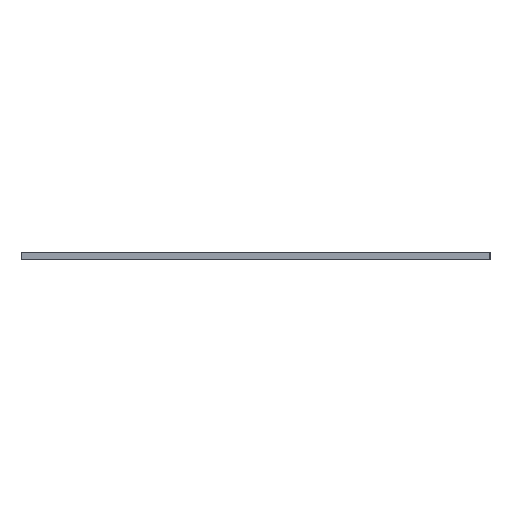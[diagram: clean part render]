
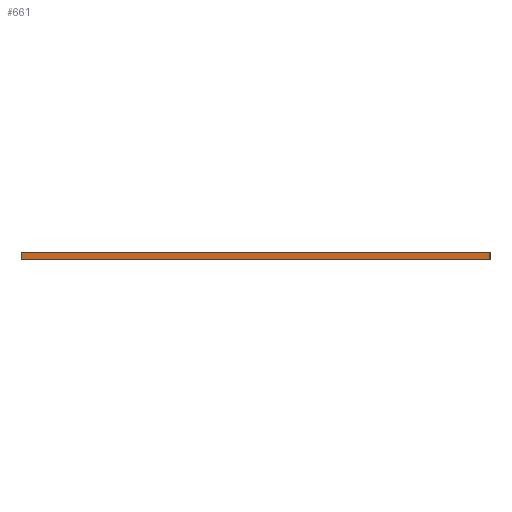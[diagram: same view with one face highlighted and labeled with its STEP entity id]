
A CAD part, left-side view. The second image highlights one B-rep face of the part: STEP entity #661.
In plain terms, the highlighted planar face has unit normal (-1, 0, 0).
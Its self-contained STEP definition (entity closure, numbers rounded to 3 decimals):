
#30 = VECTOR ( 'NONE', #86, 1000. ) ;
#62 = LINE ( 'NONE', #342, #555 ) ;
#77 = LINE ( 'NONE', #187, #418 ) ;
#86 = DIRECTION ( 'NONE',  ( 0., 0., -1. ) ) ;
#99 = VERTEX_POINT ( 'NONE', #213 ) ;
#144 = ORIENTED_EDGE ( 'NONE', *, *, #356, .F. ) ;
#187 = CARTESIAN_POINT ( 'NONE',  ( -64.12, -59.262, 3. ) ) ;
#199 = CARTESIAN_POINT ( 'NONE',  ( -64.12, 132.738, 3. ) ) ;
#210 = AXIS2_PLACEMENT_3D ( 'NONE', #558, #461, #620 ) ;
#211 = VECTOR ( 'NONE', #256, 1000. ) ;
#213 = CARTESIAN_POINT ( 'NONE',  ( -64.12, 132.738, 3. ) ) ;
#215 = VERTEX_POINT ( 'NONE', #406 ) ;
#230 = FACE_OUTER_BOUND ( 'NONE', #630, .T. ) ;
#244 = ORIENTED_EDGE ( 'NONE', *, *, #695, .T. ) ;
#256 = DIRECTION ( 'NONE',  ( 0., -1., 0. ) ) ;
#307 = CARTESIAN_POINT ( 'NONE',  ( -64.12, 132.738, 3. ) ) ;
#317 = CARTESIAN_POINT ( 'NONE',  ( -64.12, 132.738, 0. ) ) ;
#328 = EDGE_CURVE ( 'NONE', #99, #510, #635, .T. ) ;
#342 = CARTESIAN_POINT ( 'NONE',  ( -64.12, 132.738, 0. ) ) ;
#356 = EDGE_CURVE ( 'NONE', #99, #380, #421, .T. ) ;
#380 = VERTEX_POINT ( 'NONE', #638 ) ;
#397 = ORIENTED_EDGE ( 'NONE', *, *, #622, .F. ) ;
#406 = CARTESIAN_POINT ( 'NONE',  ( -64.12, -59.262, 0. ) ) ;
#418 = VECTOR ( 'NONE', #616, 1000. ) ;
#421 = LINE ( 'NONE', #307, #211 ) ;
#461 = DIRECTION ( 'NONE',  ( 1., 0., 0. ) ) ;
#484 = ORIENTED_EDGE ( 'NONE', *, *, #328, .T. ) ;
#510 = VERTEX_POINT ( 'NONE', #317 ) ;
#513 = DIRECTION ( 'NONE',  ( 0., -1., 0. ) ) ;
#553 = PLANE ( 'NONE',  #210 ) ;
#555 = VECTOR ( 'NONE', #513, 1000. ) ;
#558 = CARTESIAN_POINT ( 'NONE',  ( -64.12, 132.738, 3. ) ) ;
#616 = DIRECTION ( 'NONE',  ( 0., 0., -1. ) ) ;
#620 = DIRECTION ( 'NONE',  ( 0., 1., 0. ) ) ;
#622 = EDGE_CURVE ( 'NONE', #380, #215, #77, .T. ) ;
#630 = EDGE_LOOP ( 'NONE', ( #244, #397, #144, #484 ) ) ;
#635 = LINE ( 'NONE', #199, #30 ) ;
#638 = CARTESIAN_POINT ( 'NONE',  ( -64.12, -59.262, 3. ) ) ;
#661 = ADVANCED_FACE ( 'NONE', ( #230 ), #553, .F. ) ;
#695 = EDGE_CURVE ( 'NONE', #510, #215, #62, .T. ) ;
